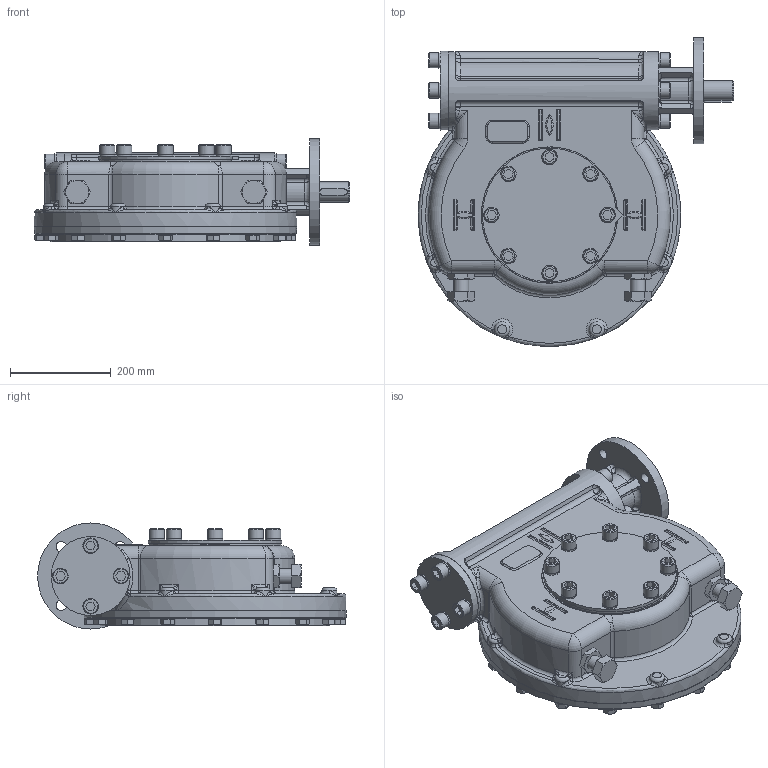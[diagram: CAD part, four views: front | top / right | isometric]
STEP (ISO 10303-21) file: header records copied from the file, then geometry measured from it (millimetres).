
FILE_DESCRIPTION(/* description */ ('Unknown'),/* implementation_level */ '2;1');
FILE_NAME(/* name */ 'PUB-IW82-N_SOLID_0-1',/* time_stamp */ '2019-11-12T15:57:51+00:00',/* author */ ('Unknown'),/* organization */ ('Unknown'),/* preprocessor_version */ 'ST-DEVELOPER v16.7',/* originating_system */ 'DEX',/* authorisation */ $);
FILE_SCHEMA (('AUTOMOTIVE_DESIGN {1 0 10303 214 3 1 1}'));
Products named in the file (1): PUB-IW82-N_SOLID_0-1
Bounding box: 624.94 x 611.38 x 210 mm (x, y, z)
Volume: 30864650.6 mm3; surface area: 1080618.1 mm2
Topology: 1 solids, 1 shells, 3105 faces, 8240 edges, 5179 vertices
Faces by surface type: plane 2463, cylinder 237, cone 166, bspline 114, torus 99, sphere 26
Full cylindrical faces by diameter (mm): 6.3 x1, 13.835 x16, 20.5 x4, 25.4 x32, 30 x18, 30.7 x16, 40 x1, 40.4 x1, 130 x1, 155 x1, 195 x1, 210 x1, 260 x1, 270 x1, 454.5 x1
Entity records: 101105 total; most frequent: CARTESIAN_POINT 29303, ORIENTED_EDGE 15876, DIRECTION 13423, EDGE_CURVE 7938, LINE 5511, VECTOR 5511, VERTEX_POINT 5100, AXIS2_PLACEMENT_3D 3956
